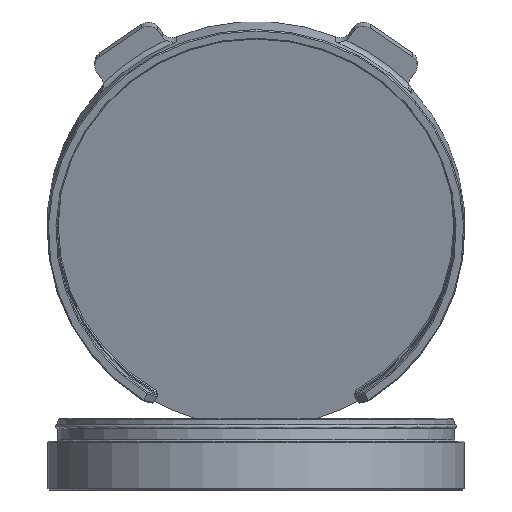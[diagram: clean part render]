
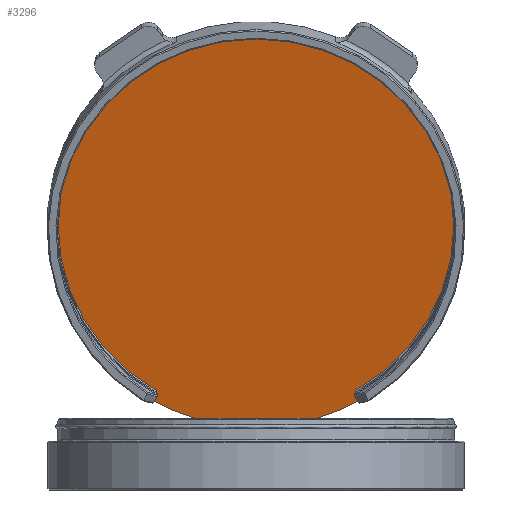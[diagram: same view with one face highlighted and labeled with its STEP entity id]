
A CAD part, front view. The second image highlights one B-rep face of the part: STEP entity #3296.
In plain terms, the highlighted face is planar.
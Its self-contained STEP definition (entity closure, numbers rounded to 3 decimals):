
#225=LINE('',#5163,#506);
#226=LINE('',#5165,#507);
#227=LINE('',#5167,#508);
#228=LINE('',#5168,#509);
#229=LINE('',#5172,#510);
#230=LINE('',#5176,#511);
#231=LINE('',#5180,#512);
#232=LINE('',#5183,#513);
#233=LINE('',#5184,#514);
#506=VECTOR('',#4116,10.);
#507=VECTOR('',#4117,10.);
#508=VECTOR('',#4118,10.);
#509=VECTOR('',#4119,10.);
#510=VECTOR('',#4122,10.);
#511=VECTOR('',#4125,10.);
#512=VECTOR('',#4128,10.);
#513=VECTOR('',#4131,10.);
#514=VECTOR('',#4132,10.);
#737=PLANE('',#3591);
#861=FACE_OUTER_BOUND('',#1070,.T.);
#1070=EDGE_LOOP('',(#2471,#2472,#2473,#2474,#2475,#2476,#2477,#2478,#2479,
#2480,#2481,#2482,#2483,#2484,#2485,#2486));
#1285=CIRCLE('',#3585,36.3);
#1287=CIRCLE('',#3587,36.3);
#1288=CIRCLE('',#3589,34.4);
#1290=CIRCLE('',#3592,0.8);
#1291=CIRCLE('',#3593,1.6);
#1292=CIRCLE('',#3594,1.6);
#1293=CIRCLE('',#3595,0.8);
#1517=VERTEX_POINT('',#5125);
#1518=VERTEX_POINT('',#5127);
#1523=VERTEX_POINT('',#5143);
#1524=VERTEX_POINT('',#5145);
#1526=VERTEX_POINT('',#5150);
#1527=VERTEX_POINT('',#5154);
#1529=VERTEX_POINT('',#5162);
#1530=VERTEX_POINT('',#5164);
#1531=VERTEX_POINT('',#5166);
#1532=VERTEX_POINT('',#5169);
#1533=VERTEX_POINT('',#5171);
#1534=VERTEX_POINT('',#5173);
#1535=VERTEX_POINT('',#5175);
#1536=VERTEX_POINT('',#5177);
#1537=VERTEX_POINT('',#5179);
#1538=VERTEX_POINT('',#5182);
#1858=EDGE_CURVE('',#1517,#1518,#1285,.T.);
#1864=EDGE_CURVE('',#1523,#1524,#1287,.T.);
#1867=EDGE_CURVE('',#1526,#1527,#1288,.T.);
#1870=EDGE_CURVE('',#1527,#1529,#225,.T.);
#1871=EDGE_CURVE('',#1530,#1526,#226,.T.);
#1872=EDGE_CURVE('',#1530,#1531,#227,.T.);
#1873=EDGE_CURVE('',#1518,#1531,#228,.F.);
#1874=EDGE_CURVE('',#1532,#1517,#1290,.T.);
#1875=EDGE_CURVE('',#1533,#1532,#229,.T.);
#1876=EDGE_CURVE('',#1534,#1533,#1291,.T.);
#1877=EDGE_CURVE('',#1535,#1534,#230,.T.);
#1878=EDGE_CURVE('',#1536,#1535,#1292,.T.);
#1879=EDGE_CURVE('',#1537,#1536,#231,.T.);
#1880=EDGE_CURVE('',#1524,#1537,#1293,.T.);
#1881=EDGE_CURVE('',#1538,#1523,#232,.F.);
#1882=EDGE_CURVE('',#1538,#1529,#233,.T.);
#2471=ORIENTED_EDGE('',*,*,#1870,.F.);
#2472=ORIENTED_EDGE('',*,*,#1867,.F.);
#2473=ORIENTED_EDGE('',*,*,#1871,.F.);
#2474=ORIENTED_EDGE('',*,*,#1872,.T.);
#2475=ORIENTED_EDGE('',*,*,#1873,.F.);
#2476=ORIENTED_EDGE('',*,*,#1858,.F.);
#2477=ORIENTED_EDGE('',*,*,#1874,.F.);
#2478=ORIENTED_EDGE('',*,*,#1875,.F.);
#2479=ORIENTED_EDGE('',*,*,#1876,.F.);
#2480=ORIENTED_EDGE('',*,*,#1877,.F.);
#2481=ORIENTED_EDGE('',*,*,#1878,.F.);
#2482=ORIENTED_EDGE('',*,*,#1879,.F.);
#2483=ORIENTED_EDGE('',*,*,#1880,.F.);
#2484=ORIENTED_EDGE('',*,*,#1864,.F.);
#2485=ORIENTED_EDGE('',*,*,#1881,.F.);
#2486=ORIENTED_EDGE('',*,*,#1882,.T.);
#3296=ADVANCED_FACE('',(#861),#737,.F.);
#3585=AXIS2_PLACEMENT_3D('',#5128,#4099,#4100);
#3587=AXIS2_PLACEMENT_3D('',#5146,#4105,#4106);
#3589=AXIS2_PLACEMENT_3D('',#5155,#4110,#4111);
#3591=AXIS2_PLACEMENT_3D('',#5161,#4114,#4115);
#3592=AXIS2_PLACEMENT_3D('',#5170,#4120,#4121);
#3593=AXIS2_PLACEMENT_3D('',#5174,#4123,#4124);
#3594=AXIS2_PLACEMENT_3D('',#5178,#4126,#4127);
#3595=AXIS2_PLACEMENT_3D('',#5181,#4129,#4130);
#4099=DIRECTION('center_axis',(0.,0.,1.));
#4100=DIRECTION('ref_axis',(-1.,0.,0.));
#4105=DIRECTION('center_axis',(0.,0.,1.));
#4106=DIRECTION('ref_axis',(-1.,0.,0.));
#4110=DIRECTION('center_axis',(0.,0.,1.));
#4111=DIRECTION('ref_axis',(0.493,-0.87,0.));
#4114=DIRECTION('center_axis',(0.,0.,1.));
#4115=DIRECTION('ref_axis',(-1.,0.,0.));
#4116=DIRECTION('',(-0.265,0.964,0.));
#4117=DIRECTION('',(-0.265,-0.964,0.));
#4118=DIRECTION('',(-0.493,0.87,0.));
#4119=DIRECTION('',(-0.964,0.265,0.));
#4120=DIRECTION('center_axis',(0.,0.,-1.));
#4121=DIRECTION('ref_axis',(0.774,-0.634,0.));
#4122=DIRECTION('',(0.,-1.,0.));
#4123=DIRECTION('center_axis',(0.,0.,-1.));
#4124=DIRECTION('ref_axis',(-0.707,-0.707,0.));
#4125=DIRECTION('',(-1.,0.,0.));
#4126=DIRECTION('center_axis',(0.,0.,-1.));
#4127=DIRECTION('ref_axis',(0.707,-0.707,0.));
#4128=DIRECTION('',(0.,1.,0.));
#4129=DIRECTION('center_axis',(0.,0.,-1.));
#4130=DIRECTION('ref_axis',(-0.774,-0.634,0.));
#4131=DIRECTION('',(-0.964,-0.265,0.));
#4132=DIRECTION('',(-0.493,-0.87,0.));
#5125=CARTESIAN_POINT('',(-7.143,35.59,0.));
#5127=CARTESIAN_POINT('',(-18.082,31.476,0.));
#5128=CARTESIAN_POINT('Origin',(0.,0.,0.));
#5143=CARTESIAN_POINT('',(18.082,31.476,0.));
#5145=CARTESIAN_POINT('',(7.143,35.59,0.));
#5146=CARTESIAN_POINT('Origin',(0.,0.,0.));
#5150=CARTESIAN_POINT('',(-17.319,29.722,0.));
#5154=CARTESIAN_POINT('',(17.319,29.722,0.));
#5155=CARTESIAN_POINT('Origin',(0.,0.,
0.));
#5161=CARTESIAN_POINT('Origin',(0.,3.998,0.));
#5162=CARTESIAN_POINT('',(17.169,30.27,0.));
#5163=CARTESIAN_POINT('',(19.94,20.179,0.));
#5164=CARTESIAN_POINT('',(-17.169,30.27,0.));
#5165=CARTESIAN_POINT('',(-19.94,20.179,0.));
#5166=CARTESIAN_POINT('',(-17.81,31.401,0.));
#5167=CARTESIAN_POINT('',(-17.021,30.009,0.));
#5168=CARTESIAN_POINT('',(-6.098,28.184,0.));
#5169=CARTESIAN_POINT('',(-6.5,36.375,0.));
#5170=CARTESIAN_POINT('Origin',(-7.3,36.375,0.));
#5171=CARTESIAN_POINT('',(-6.5,36.511,0.));
#5172=CARTESIAN_POINT('',(-6.5,44.297,0.));
#5173=CARTESIAN_POINT('',(-5.7,36.297,0.));
#5174=CARTESIAN_POINT('Origin',(-5.7,37.897,0.));
#5175=CARTESIAN_POINT('',(5.7,36.297,0.));
#5176=CARTESIAN_POINT('',(3.25,36.297,0.));
#5177=CARTESIAN_POINT('',(6.5,36.511,0.));
#5178=CARTESIAN_POINT('Origin',(5.7,37.897,0.));
#5179=CARTESIAN_POINT('',(6.5,36.375,0.));
#5180=CARTESIAN_POINT('',(6.5,35.713,0.));
#5181=CARTESIAN_POINT('Origin',(7.3,36.375,0.));
#5182=CARTESIAN_POINT('',(17.81,31.401,0.));
#5183=CARTESIAN_POINT('',(6.098,28.184,0.));
#5184=CARTESIAN_POINT('',(17.909,31.575,0.));
